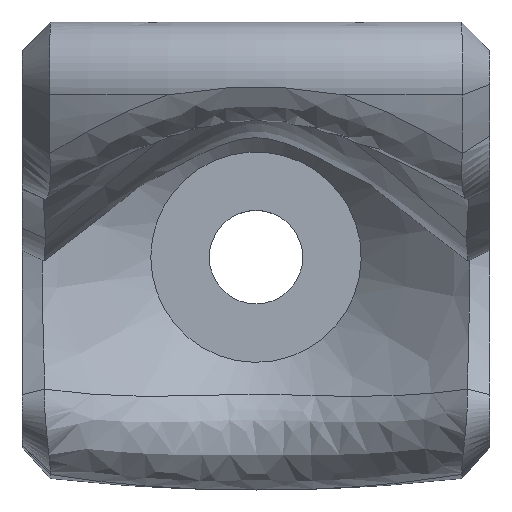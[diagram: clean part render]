
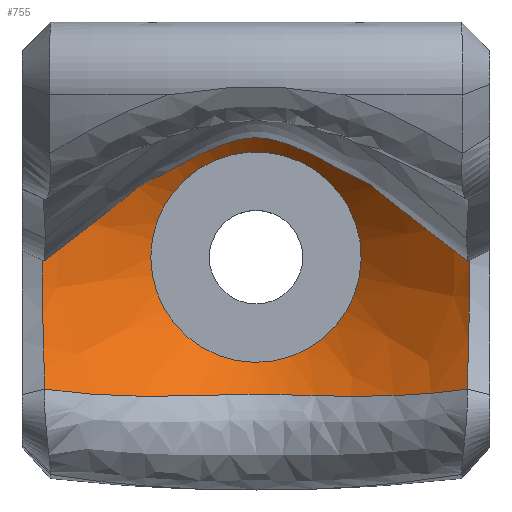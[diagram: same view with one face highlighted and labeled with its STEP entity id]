
A CAD part, top view. The second image highlights one B-rep face of the part: STEP entity #755.
In plain terms, the highlighted conical face has half-angle 45 degrees and reference radius 4.5 mm.
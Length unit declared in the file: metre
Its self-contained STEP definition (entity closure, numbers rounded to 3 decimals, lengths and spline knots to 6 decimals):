
#39=CONICAL_SURFACE('',#822,0.0045,0.785);
#115=B_SPLINE_CURVE_WITH_KNOTS('',3,(#1267,#1268,#1269,#1270,#1271,#1272,
#1273,#1274,#1275,#1276,#1277,#1278),.UNSPECIFIED.,.F.,.F.,(4,1,1,1,1,1,
1,1,1,4),(0.001229,0.003839,0.006449,0.009058,
0.010363,0.011668,0.014277,0.016887,
0.019497,0.022106),.UNSPECIFIED.);
#116=B_SPLINE_CURVE_WITH_KNOTS('',3,(#1281,#1282,#1283,#1284,#1285,#1286,
#1287,#1288,#1289,#1290,#1291,#1292,#1293),.UNSPECIFIED.,.F.,.F.,(4,1,1,
1,1,1,1,1,1,1,4),(0.,0.25,0.375,0.5,0.625,0.75,0.8125,0.84375,0.875,0.9375,
1.),.UNSPECIFIED.);
#117=B_SPLINE_CURVE_WITH_KNOTS('',3,(#1295,#1296,#1297,#1298,#1299,#1300,
#1301),.UNSPECIFIED.,.F.,.F.,(4,1,1,1,4),(0.001484,0.004273,
0.007062,0.009852,0.012641),
 .UNSPECIFIED.);
#118=B_SPLINE_CURVE_WITH_KNOTS('',3,(#1303,#1304,#1305,#1306,#1307,#1308,
#1309),.UNSPECIFIED.,.F.,.F.,(4,1,1,1,4),(0.001484,0.004273,
0.007063,0.009852,0.012641),
 .UNSPECIFIED.);
#119=B_SPLINE_CURVE_WITH_KNOTS('',3,(#1311,#1312,#1313,#1314,#1315,#1316,
#1317,#1318,#1319,#1320,#1321,#1322),.UNSPECIFIED.,.F.,.F.,(4,1,1,1,1,1,
1,1,1,4),(0.,0.125,0.1875,0.25,0.3125,0.375,0.5,0.625,0.75,1.),
 .UNSPECIFIED.);
#213=ORIENTED_EDGE('',*,*,#447,.F.);
#214=ORIENTED_EDGE('',*,*,#448,.T.);
#215=ORIENTED_EDGE('',*,*,#449,.T.);
#216=ORIENTED_EDGE('',*,*,#450,.T.);
#217=ORIENTED_EDGE('',*,*,#451,.T.);
#218=ORIENTED_EDGE('',*,*,#452,.T.);
#447=EDGE_CURVE('',#564,#564,#597,.F.);
#448=EDGE_CURVE('',#565,#566,#115,.T.);
#449=EDGE_CURVE('',#566,#567,#116,.T.);
#450=EDGE_CURVE('',#567,#568,#117,.T.);
#451=EDGE_CURVE('',#568,#569,#118,.F.);
#452=EDGE_CURVE('',#569,#565,#119,.T.);
#564=VERTEX_POINT('',#1266);
#565=VERTEX_POINT('',#1279);
#566=VERTEX_POINT('',#1280);
#567=VERTEX_POINT('',#1294);
#568=VERTEX_POINT('',#1302);
#569=VERTEX_POINT('',#1310);
#597=CIRCLE('',#823,0.0045);
#616=EDGE_LOOP('',(#213));
#617=EDGE_LOOP('',(#214,#215,#216,#217,#218));
#681=FACE_BOUND('',#616,.T.);
#682=FACE_BOUND('',#617,.T.);
#755=ADVANCED_FACE('',(#681,#682),#39,.F.);
#822=AXIS2_PLACEMENT_3D('',#1264,#875,#876);
#823=AXIS2_PLACEMENT_3D('',#1265,#877,#878);
#875=DIRECTION('',(0.,0.,1.));
#876=DIRECTION('',(1.,0.,0.));
#877=DIRECTION('',(0.,0.,-1.));
#878=DIRECTION('',(-1.,0.,0.));
#1264=CARTESIAN_POINT('',(0.,-0.01,0.0024));
#1265=CARTESIAN_POINT('',(0.,-0.01,0.0024));
#1266=CARTESIAN_POINT('',(-0.0045,-0.01,0.0024));
#1267=CARTESIAN_POINT('',(-0.009039,-0.01566,0.008565));
#1268=CARTESIAN_POINT('',(-0.008356,-0.015753,0.008035));
#1269=CARTESIAN_POINT('',(-0.00697,-0.015896,0.00699));
#1270=CARTESIAN_POINT('',(-0.004817,-0.01598,0.005518));
#1271=CARTESIAN_POINT('',(-0.002922,-0.015943,0.004451));
#1272=CARTESIAN_POINT('',(-0.001264,-0.015888,0.003878));
#1273=CARTESIAN_POINT('',(0.000501,-0.015861,0.003664));
#1274=CARTESIAN_POINT('',(0.002612,-0.015937,0.004267));
#1275=CARTESIAN_POINT('',(0.004864,-0.015979,0.005549));
#1276=CARTESIAN_POINT('',(0.006987,-0.015894,0.007002));
#1277=CARTESIAN_POINT('',(0.008362,-0.015752,0.008039));
#1278=CARTESIAN_POINT('',(0.009039,-0.01566,0.008565));
#1279=CARTESIAN_POINT('',(-0.009039,-0.01566,0.008565));
#1280=CARTESIAN_POINT('',(0.009039,-0.01566,0.008565));
#1281=CARTESIAN_POINT('',(0.009039,-0.01566,0.008565));
#1282=CARTESIAN_POINT('',(0.009055,-0.015105,0.008284));
#1283=CARTESIAN_POINT('',(0.009077,-0.014296,0.00792));
#1284=CARTESIAN_POINT('',(0.009106,-0.01322,0.007549));
#1285=CARTESIAN_POINT('',(0.009124,-0.012453,0.007336));
#1286=CARTESIAN_POINT('',(0.00914,-0.011532,0.007154));
#1287=CARTESIAN_POINT('',(0.009148,-0.010819,0.007076));
#1288=CARTESIAN_POINT('',(0.009151,-0.010287,0.007054));
#1289=CARTESIAN_POINT('',(0.009152,-0.010017,0.00705));
#1290=CARTESIAN_POINT('',(0.009151,-0.009612,0.007055));
#1291=CARTESIAN_POINT('',(0.009148,-0.009156,0.007082));
#1292=CARTESIAN_POINT('',(0.009144,-0.008777,0.007124));
#1293=CARTESIAN_POINT('',(0.009142,-0.008588,0.00715));
#1294=CARTESIAN_POINT('',(0.009142,-0.008588,0.00715));
#1295=CARTESIAN_POINT('',(0.009142,-0.008588,0.00715));
#1296=CARTESIAN_POINT('',(0.008585,-0.008007,0.006688));
#1297=CARTESIAN_POINT('',(0.007403,-0.006882,0.00583));
#1298=CARTESIAN_POINT('',(0.005301,-0.005365,0.004789));
#1299=CARTESIAN_POINT('',(0.002797,-0.004234,0.004107));
#1300=CARTESIAN_POINT('',(0.00093,-0.003951,0.003949));
#1301=CARTESIAN_POINT('',(0.,-0.00395,0.00395));
#1302=CARTESIAN_POINT('',(0.,-0.00395,0.00395));
#1303=CARTESIAN_POINT('',(-0.009142,-0.008588,0.00715));
#1304=CARTESIAN_POINT('',(-0.008585,-0.008007,0.006688));
#1305=CARTESIAN_POINT('',(-0.007404,-0.006883,0.005831));
#1306=CARTESIAN_POINT('',(-0.0053,-0.005365,0.004789));
#1307=CARTESIAN_POINT('',(-0.002797,-0.004234,0.004107));
#1308=CARTESIAN_POINT('',(-0.00093,-0.003951,0.003949));
#1309=CARTESIAN_POINT('',(0.,-0.00395,0.00395));
#1310=CARTESIAN_POINT('',(-0.009142,-0.008588,0.00715));
#1311=CARTESIAN_POINT('',(-0.009142,-0.008588,0.00715));
#1312=CARTESIAN_POINT('',(-0.009146,-0.008939,0.007101));
#1313=CARTESIAN_POINT('',(-0.009151,-0.009464,0.007055));
#1314=CARTESIAN_POINT('',(-0.009152,-0.010147,0.007047));
#1315=CARTESIAN_POINT('',(-0.009149,-0.010704,0.007072));
#1316=CARTESIAN_POINT('',(-0.009145,-0.011111,0.00711));
#1317=CARTESIAN_POINT('',(-0.009138,-0.011699,0.007186));
#1318=CARTESIAN_POINT('',(-0.009124,-0.012448,0.007336));
#1319=CARTESIAN_POINT('',(-0.009106,-0.013221,0.007549));
#1320=CARTESIAN_POINT('',(-0.009077,-0.014296,0.00792));
#1321=CARTESIAN_POINT('',(-0.009055,-0.015105,0.008284));
#1322=CARTESIAN_POINT('',(-0.009039,-0.01566,0.008565));
